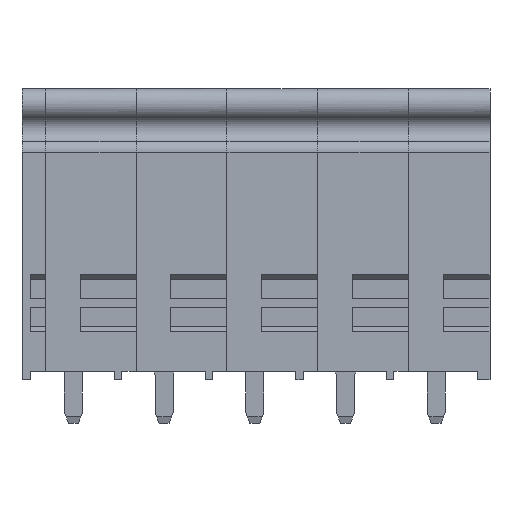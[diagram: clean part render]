
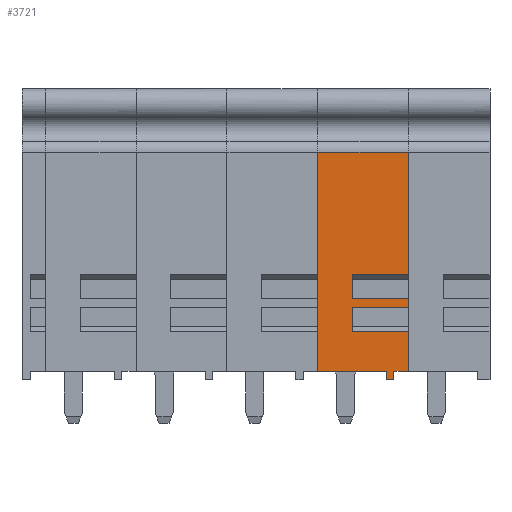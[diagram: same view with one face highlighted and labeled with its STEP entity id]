
A CAD part, front view. The second image highlights one B-rep face of the part: STEP entity #3721.
In plain terms, the highlighted planar face has unit normal (0, -1, 0).
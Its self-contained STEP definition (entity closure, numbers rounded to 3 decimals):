
#3721 = ADVANCED_FACE( '', ( #7522 ), #7523, .F. );
#7522 = FACE_OUTER_BOUND( '', #11892, .T. );
#7523 = PLANE( '', #11893 );
#11892 = EDGE_LOOP( '', ( #22766, #22767, #22768, #22769, #22770, #22771, #22772, #22773, #22774, #22775, #22776, #22777, #22778, #22779, #22780, #22781 ) );
#11893 = AXIS2_PLACEMENT_3D( '', #22782, #22783, #22784 );
#22766 = ORIENTED_EDGE( '', *, *, #26128, .T. );
#22767 = ORIENTED_EDGE( '', *, *, #25613, .F. );
#22768 = ORIENTED_EDGE( '', *, *, #28006, .T. );
#22769 = ORIENTED_EDGE( '', *, *, #28007, .T. );
#22770 = ORIENTED_EDGE( '', *, *, #27422, .F. );
#22771 = ORIENTED_EDGE( '', *, *, #27721, .F. );
#22772 = ORIENTED_EDGE( '', *, *, #27106, .T. );
#22773 = ORIENTED_EDGE( '', *, *, #25630, .T. );
#22774 = ORIENTED_EDGE( '', *, *, #24862, .F. );
#22775 = ORIENTED_EDGE( '', *, *, #23877, .T. );
#22776 = ORIENTED_EDGE( '', *, *, #27264, .T. );
#22777 = ORIENTED_EDGE( '', *, *, #25748, .F. );
#22778 = ORIENTED_EDGE( '', *, *, #28008, .F. );
#22779 = ORIENTED_EDGE( '', *, *, #27149, .F. );
#22780 = ORIENTED_EDGE( '', *, *, #24711, .T. );
#22781 = ORIENTED_EDGE( '', *, *, #25309, .T. );
#22782 = CARTESIAN_POINT( '', ( 0.6, -9.925, 11.755 ) );
#22783 = DIRECTION( '', ( 0., 1., 0. ) );
#22784 = DIRECTION( '', ( 0., 0., 1. ) );
#23877 = EDGE_CURVE( '', #28254, #28252, #28255, .T. );
#24711 = EDGE_CURVE( '', #29735, #29733, #29736, .T. );
#24862 = EDGE_CURVE( '', #28254, #29985, #29986, .T. );
#25309 = EDGE_CURVE( '', #29733, #30717, #30719, .T. );
#25613 = EDGE_CURVE( '', #31207, #31208, #31209, .T. );
#25630 = EDGE_CURVE( '', #31236, #29985, #31237, .T. );
#25748 = EDGE_CURVE( '', #31426, #31421, #31428, .T. );
#26128 = EDGE_CURVE( '', #30717, #31208, #32002, .T. );
#27106 = EDGE_CURVE( '', #33376, #31236, #33377, .T. );
#27149 = EDGE_CURVE( '', #29735, #33434, #33437, .T. );
#27264 = EDGE_CURVE( '', #28252, #31421, #33587, .T. );
#27422 = EDGE_CURVE( '', #33777, #33779, #33780, .T. );
#27721 = EDGE_CURVE( '', #33376, #33777, #34123, .T. );
#28006 = EDGE_CURVE( '', #31207, #34432, #34433, .T. );
#28007 = EDGE_CURVE( '', #34432, #33779, #34434, .T. );
#28008 = EDGE_CURVE( '', #33434, #31426, #34435, .T. );
#28252 = VERTEX_POINT( '', #34727 );
#28254 = VERTEX_POINT( '', #34730 );
#28255 = LINE( '', #34731, #34732 );
#29733 = VERTEX_POINT( '', #36808 );
#29735 = VERTEX_POINT( '', #36811 );
#29736 = LINE( '', #36812, #36813 );
#29985 = VERTEX_POINT( '', #37178 );
#29986 = LINE( '', #37179, #37180 );
#30717 = VERTEX_POINT( '', #38203 );
#30719 = LINE( '', #38206, #38207 );
#31207 = VERTEX_POINT( '', #38922 );
#31208 = VERTEX_POINT( '', #38923 );
#31209 = LINE( '', #38924, #38925 );
#31236 = VERTEX_POINT( '', #38965 );
#31237 = LINE( '', #38966, #38967 );
#31421 = VERTEX_POINT( '', #39244 );
#31426 = VERTEX_POINT( '', #39251 );
#31428 = LINE( '', #39254, #39255 );
#32002 = LINE( '', #40089, #40090 );
#33376 = VERTEX_POINT( '', #42013 );
#33377 = LINE( '', #42014, #42015 );
#33434 = VERTEX_POINT( '', #42085 );
#33437 = LINE( '', #42090, #42091 );
#33587 = LINE( '', #42323, #42324 );
#33777 = VERTEX_POINT( '', #42625 );
#33779 = VERTEX_POINT( '', #42628 );
#33780 = LINE( '', #42629, #42630 );
#34123 = LINE( '', #43105, #43106 );
#34432 = VERTEX_POINT( '', #43538 );
#34433 = LINE( '', #43539, #43540 );
#34434 = LINE( '', #43541, #43542 );
#34435 = LINE( '', #43543, #43544 );
#34727 = CARTESIAN_POINT( '', ( 0., -9.925, -6.385 ) );
#34730 = CARTESIAN_POINT( '', ( -5.7, -9.925, -6.385 ) );
#34731 = CARTESIAN_POINT( '', ( -5.7, -9.925, -6.385 ) );
#34732 = VECTOR( '', #43773, 1000. );
#36808 = CARTESIAN_POINT( '', ( 1.8, -9.925, -3.085 ) );
#36811 = CARTESIAN_POINT( '', ( 1.8, -9.925, -6.385 ) );
#36812 = CARTESIAN_POINT( '', ( 1.8, -9.925, -3.085 ) );
#36813 = VECTOR( '', #44795, 1000. );
#37178 = CARTESIAN_POINT( '', ( -5.7, -9.925, 11.755 ) );
#37179 = CARTESIAN_POINT( '', ( -5.7, -9.925, -6.385 ) );
#37180 = VECTOR( '', #44986, 1000. );
#38203 = CARTESIAN_POINT( '', ( -2.85, -9.925, -3.085 ) );
#38206 = CARTESIAN_POINT( '', ( 1.8, -9.925, -3.085 ) );
#38207 = VECTOR( '', #45524, 1000. );
#38922 = CARTESIAN_POINT( '', ( 1.8, -9.925, -1.085 ) );
#38923 = CARTESIAN_POINT( '', ( -2.85, -9.925, -1.085 ) );
#38924 = CARTESIAN_POINT( '', ( 1.8, -9.925, -1.085 ) );
#38925 = VECTOR( '', #45877, 1000. );
#38965 = CARTESIAN_POINT( '', ( 1.8, -9.925, 11.755 ) );
#38966 = CARTESIAN_POINT( '', ( 0.6, -9.925, 11.755 ) );
#38967 = VECTOR( '', #45891, 1000. );
#39244 = CARTESIAN_POINT( '', ( 0., -9.925, -7.085 ) );
#39251 = CARTESIAN_POINT( '', ( 0.6, -9.925, -7.085 ) );
#39254 = CARTESIAN_POINT( '', ( 0.6, -9.925, -7.085 ) );
#39255 = VECTOR( '', #46014, 1000. );
#40089 = CARTESIAN_POINT( '', ( -2.85, -9.925, -3.085 ) );
#40090 = VECTOR( '', #46434, 1000. );
#42013 = CARTESIAN_POINT( '', ( 1.8, -9.925, 1.615 ) );
#42014 = CARTESIAN_POINT( '', ( 1.8, -9.925, 11.755 ) );
#42015 = VECTOR( '', #47604, 1000. );
#42085 = CARTESIAN_POINT( '', ( 0.6, -9.925, -6.385 ) );
#42090 = CARTESIAN_POINT( '', ( 1.8, -9.925, -6.385 ) );
#42091 = VECTOR( '', #47677, 1000. );
#42323 = CARTESIAN_POINT( '', ( 0., -9.925, 11.755 ) );
#42324 = VECTOR( '', #47805, 1000. );
#42625 = CARTESIAN_POINT( '', ( -2.85, -9.925, 1.615 ) );
#42628 = CARTESIAN_POINT( '', ( -2.85, -9.925, -0.385 ) );
#42629 = CARTESIAN_POINT( '', ( -2.85, -9.925, 1.615 ) );
#42630 = VECTOR( '', #47953, 1000. );
#43105 = CARTESIAN_POINT( '', ( 1.8, -9.925, 1.615 ) );
#43106 = VECTOR( '', #48217, 1000. );
#43538 = CARTESIAN_POINT( '', ( 1.8, -9.925, -0.385 ) );
#43539 = CARTESIAN_POINT( '', ( 1.8, -9.925, -0.385 ) );
#43540 = VECTOR( '', #48399, 1000. );
#43541 = CARTESIAN_POINT( '', ( 1.8, -9.925, -0.385 ) );
#43542 = VECTOR( '', #48400, 1000. );
#43543 = CARTESIAN_POINT( '', ( 0.6, -9.925, 11.755 ) );
#43544 = VECTOR( '', #48401, 1000. );
#43773 = DIRECTION( '', ( 1., 0., 0. ) );
#44795 = DIRECTION( '', ( 0., 0., 1. ) );
#44986 = DIRECTION( '', ( 0., 0., 1. ) );
#45524 = DIRECTION( '', ( -1., 0., 0. ) );
#45877 = DIRECTION( '', ( -1., 0., 0. ) );
#45891 = DIRECTION( '', ( -1., 0., 0. ) );
#46014 = DIRECTION( '', ( -1., 0., 0. ) );
#46434 = DIRECTION( '', ( 0., 0., 1. ) );
#47604 = DIRECTION( '', ( 0., 0., 1. ) );
#47677 = DIRECTION( '', ( -1., 0., 0. ) );
#47805 = DIRECTION( '', ( 0., 0., -1. ) );
#47953 = DIRECTION( '', ( 0., 0., -1. ) );
#48217 = DIRECTION( '', ( -1., 0., 0. ) );
#48399 = DIRECTION( '', ( 0., 0., 1. ) );
#48400 = DIRECTION( '', ( -1., 0., 0. ) );
#48401 = DIRECTION( '', ( 0., 0., -1. ) );
